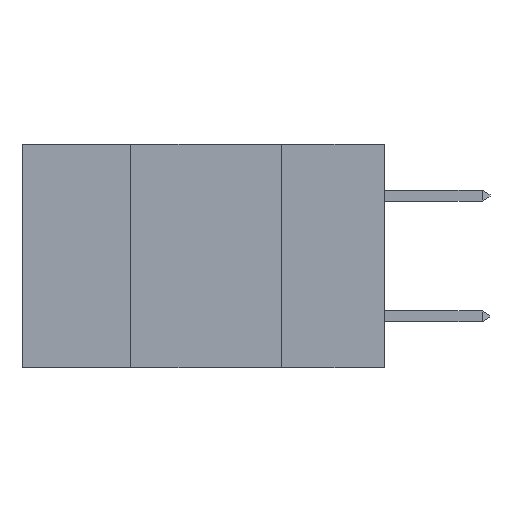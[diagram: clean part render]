
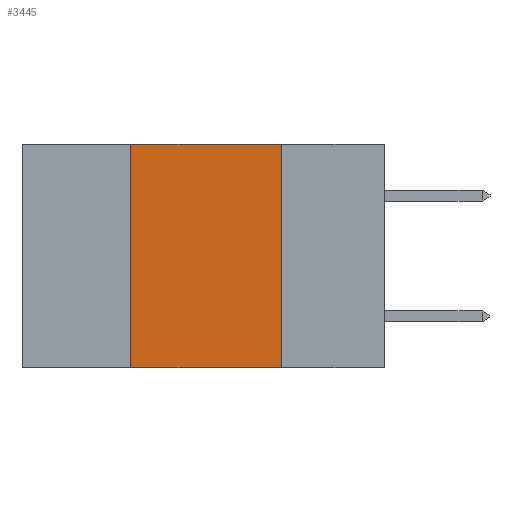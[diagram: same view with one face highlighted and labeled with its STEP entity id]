
A CAD part, left-side view. The second image highlights one B-rep face of the part: STEP entity #3445.
In plain terms, the highlighted planar face has unit normal (-1, 0, 0).
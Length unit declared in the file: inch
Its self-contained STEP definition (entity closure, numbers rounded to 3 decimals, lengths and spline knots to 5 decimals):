
#371 = EDGE_CURVE ( 'NONE', #4995, #9579, #4352, .T. ) ;
#562 = CARTESIAN_POINT ( 'NONE',  ( 0., 0.42, 0. ) ) ;
#926 = CARTESIAN_POINT ( 'NONE',  ( 0., 0.17, 0. ) ) ;
#1709 = LINE ( 'NONE', #7369, #5571 ) ;
#2313 = VECTOR ( 'NONE', #6581, 39.37008 ) ;
#3112 = CARTESIAN_POINT ( 'NONE',  ( 0., 0.17, -0.37 ) ) ;
#3397 = DIRECTION ( 'NONE',  ( 0., -1., 0. ) ) ;
#3411 = LINE ( 'NONE', #9306, #5406 ) ;
#3445 = ADVANCED_FACE ( 'NONE', ( #3640 ), #9451, .F. ) ;
#3640 = FACE_OUTER_BOUND ( 'NONE', #9457, .T. ) ;
#3652 = DIRECTION ( 'NONE',  ( 0., 0., 1. ) ) ;
#3803 = ORIENTED_EDGE ( 'NONE', *, *, #9462, .T. ) ;
#4352 = LINE ( 'NONE', #7603, #2313 ) ;
#4368 = VERTEX_POINT ( 'NONE', #3112 ) ;
#4995 = VERTEX_POINT ( 'NONE', #562 ) ;
#5406 = VECTOR ( 'NONE', #3397, 39.37008 ) ;
#5571 = VECTOR ( 'NONE', #3652, 39.37008 ) ;
#5926 = VERTEX_POINT ( 'NONE', #7668 ) ;
#6045 = EDGE_CURVE ( 'NONE', #9579, #4368, #7522, .T. ) ;
#6304 = AXIS2_PLACEMENT_3D ( 'NONE', #9553, #9392, #9377 ) ;
#6581 = DIRECTION ( 'NONE',  ( 0., -1., 0. ) ) ;
#6776 = ORIENTED_EDGE ( 'NONE', *, *, #6045, .F. ) ;
#7201 = CARTESIAN_POINT ( 'NONE',  ( 0., 0.17, 0. ) ) ;
#7369 = CARTESIAN_POINT ( 'NONE',  ( 0., 0.42, 0. ) ) ;
#7514 = EDGE_CURVE ( 'NONE', #5926, #4995, #1709, .T. ) ;
#7522 = LINE ( 'NONE', #926, #7876 ) ;
#7546 = ORIENTED_EDGE ( 'NONE', *, *, #7514, .F. ) ;
#7584 = ORIENTED_EDGE ( 'NONE', *, *, #371, .F. ) ;
#7603 = CARTESIAN_POINT ( 'NONE',  ( 0., 0.6, 0. ) ) ;
#7668 = CARTESIAN_POINT ( 'NONE',  ( 0., 0.42, -0.37 ) ) ;
#7876 = VECTOR ( 'NONE', #8536, 39.37008 ) ;
#8536 = DIRECTION ( 'NONE',  ( 0., 0., -1. ) ) ;
#9306 = CARTESIAN_POINT ( 'NONE',  ( 0., 0.6, -0.37 ) ) ;
#9377 = DIRECTION ( 'NONE',  ( 0., 0., -1. ) ) ;
#9392 = DIRECTION ( 'NONE',  ( 1., 0., 0. ) ) ;
#9451 = PLANE ( 'NONE',  #6304 ) ;
#9457 = EDGE_LOOP ( 'NONE', ( #6776, #7584, #7546, #3803 ) ) ;
#9462 = EDGE_CURVE ( 'NONE', #5926, #4368, #3411, .T. ) ;
#9553 = CARTESIAN_POINT ( 'NONE',  ( 0., 0.6, 0. ) ) ;
#9579 = VERTEX_POINT ( 'NONE', #7201 ) ;
